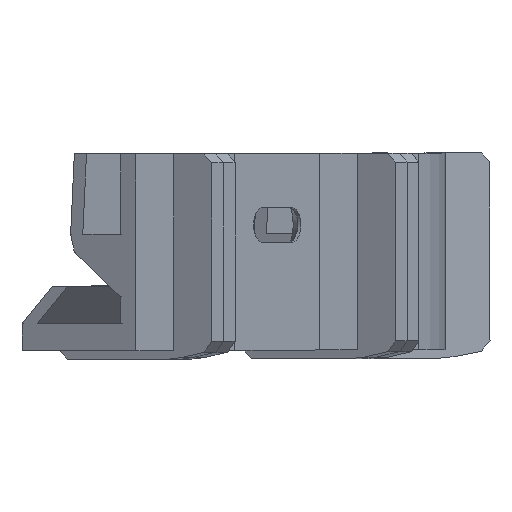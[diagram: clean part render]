
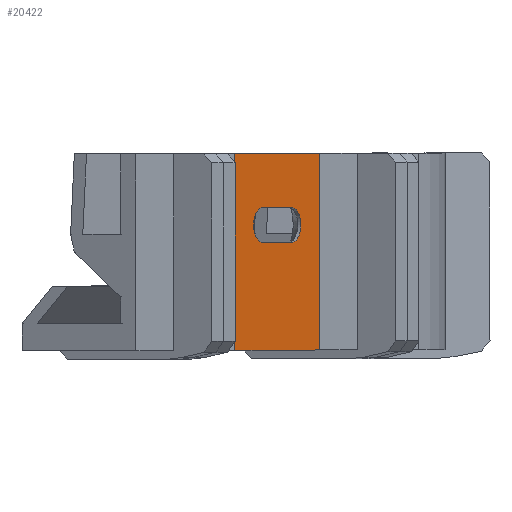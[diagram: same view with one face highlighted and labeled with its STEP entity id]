
A CAD part, left-side view. The second image highlights one B-rep face of the part: STEP entity #20422.
In plain terms, the highlighted face is planar.
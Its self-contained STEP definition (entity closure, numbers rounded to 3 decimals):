
#20146 = VERTEX_POINT('',#20147);
#20147 = CARTESIAN_POINT('',(3.,0.,16.));
#20154 = CYLINDRICAL_SURFACE('',#20155,2.);
#20155 = AXIS2_PLACEMENT_3D('',#20156,#20157,#20158);
#20156 = CARTESIAN_POINT('',(3.,24.,14.));
#20157 = DIRECTION('',(-0.,1.,0.));
#20158 = DIRECTION('',(0.,0.,-1.));
#20166 = PLANE('',#20167);
#20167 = AXIS2_PLACEMENT_3D('',#20168,#20169,#20170);
#20168 = CARTESIAN_POINT('',(3.,24.,16.));
#20169 = DIRECTION('',(0.,0.,-1.));
#20170 = DIRECTION('',(-1.,0.,-0.));
#20208 = VERTEX_POINT('',#20209);
#20209 = CARTESIAN_POINT('',(3.,0.,12.));
#20223 = PLANE('',#20224);
#20224 = AXIS2_PLACEMENT_3D('',#20225,#20226,#20227);
#20225 = CARTESIAN_POINT('',(-3.,24.,12.));
#20226 = DIRECTION('',(0.,0.,1.));
#20227 = DIRECTION('',(1.,0.,0.));
#20235 = EDGE_CURVE('',#20146,#20208,#20236,.T.);
#20236 = SURFACE_CURVE('',#20237,(#20242,#20249),.PCURVE_S1.);
#20237 = CIRCLE('',#20238,2.);
#20238 = AXIS2_PLACEMENT_3D('',#20239,#20240,#20241);
#20239 = CARTESIAN_POINT('',(3.,0.,14.));
#20240 = DIRECTION('',(0.,1.,0.));
#20241 = DIRECTION('',(0.,0.,-1.));
#20242 = PCURVE('',#20154,#20243);
#20243 = DEFINITIONAL_REPRESENTATION('',(#20244),#20248);
#20244 = LINE('',#20245,#20246);
#20245 = CARTESIAN_POINT('',(-6.283,-24.));
#20246 = VECTOR('',#20247,1.);
#20247 = DIRECTION('',(1.,-0.));
#20248 = ( GEOMETRIC_REPRESENTATION_CONTEXT(2) 
PARAMETRIC_REPRESENTATION_CONTEXT() REPRESENTATION_CONTEXT('2D SPACE',''
  ) );
#20249 = PCURVE('',#20250,#20255);
#20250 = PLANE('',#20251);
#20251 = AXIS2_PLACEMENT_3D('',#20252,#20253,#20254);
#20252 = CARTESIAN_POINT('',(0.,0.,0.));
#20253 = DIRECTION('',(0.,1.,-0.));
#20254 = DIRECTION('',(0.,0.,1.));
#20255 = DEFINITIONAL_REPRESENTATION('',(#20256),#20260);
#20256 = CIRCLE('',#20257,2.);
#20257 = AXIS2_PLACEMENT_2D('',#20258,#20259);
#20258 = CARTESIAN_POINT('',(14.,3.));
#20259 = DIRECTION('',(-1.,0.));
#20260 = ( GEOMETRIC_REPRESENTATION_CONTEXT(2) 
PARAMETRIC_REPRESENTATION_CONTEXT() REPRESENTATION_CONTEXT('2D SPACE',''
  ) );
#20268 = VERTEX_POINT('',#20269);
#20269 = CARTESIAN_POINT('',(-3.,0.,16.));
#20283 = CYLINDRICAL_SURFACE('',#20284,2.);
#20284 = AXIS2_PLACEMENT_3D('',#20285,#20286,#20287);
#20285 = CARTESIAN_POINT('',(-3.,24.,14.));
#20286 = DIRECTION('',(-0.,1.,0.));
#20287 = DIRECTION('',(0.,0.,1.));
#20322 = EDGE_CURVE('',#20146,#20268,#20323,.T.);
#20323 = SURFACE_CURVE('',#20324,(#20328,#20334),.PCURVE_S1.);
#20324 = LINE('',#20325,#20326);
#20325 = CARTESIAN_POINT('',(1.5,0.,16.));
#20326 = VECTOR('',#20327,1.);
#20327 = DIRECTION('',(-1.,0.,0.));
#20328 = PCURVE('',#20166,#20329);
#20329 = DEFINITIONAL_REPRESENTATION('',(#20330),#20333);
#20330 = B_SPLINE_CURVE_WITH_KNOTS('',1,(#20331,#20332),.UNSPECIFIED.,
  .F.,.F.,(2,2),(-1.5,4.5),.PIECEWISE_BEZIER_KNOTS.);
#20331 = CARTESIAN_POINT('',(0.,-24.));
#20332 = CARTESIAN_POINT('',(6.,-24.));
#20333 = ( GEOMETRIC_REPRESENTATION_CONTEXT(2) 
PARAMETRIC_REPRESENTATION_CONTEXT() REPRESENTATION_CONTEXT('2D SPACE',''
  ) );
#20334 = PCURVE('',#20250,#20335);
#20335 = DEFINITIONAL_REPRESENTATION('',(#20336),#20339);
#20336 = B_SPLINE_CURVE_WITH_KNOTS('',1,(#20337,#20338),.UNSPECIFIED.,
  .F.,.F.,(2,2),(-1.5,4.5),.PIECEWISE_BEZIER_KNOTS.);
#20337 = CARTESIAN_POINT('',(16.,3.));
#20338 = CARTESIAN_POINT('',(16.,-3.));
#20339 = ( GEOMETRIC_REPRESENTATION_CONTEXT(2) 
PARAMETRIC_REPRESENTATION_CONTEXT() REPRESENTATION_CONTEXT('2D SPACE',''
  ) );
#20422 = ADVANCED_FACE('',(#20423,#20537),#20250,.F.);
#20423 = FACE_BOUND('',#20424,.F.);
#20424 = EDGE_LOOP('',(#20425,#20455,#20483,#20511));
#20425 = ORIENTED_EDGE('',*,*,#20426,.F.);
#20426 = EDGE_CURVE('',#20427,#20429,#20431,.T.);
#20427 = VERTEX_POINT('',#20428);
#20428 = CARTESIAN_POINT('',(-9.,0.,0.));
#20429 = VERTEX_POINT('',#20430);
#20430 = CARTESIAN_POINT('',(9.,0.,0.));
#20431 = SURFACE_CURVE('',#20432,(#20436,#20443),.PCURVE_S1.);
#20432 = LINE('',#20433,#20434);
#20433 = CARTESIAN_POINT('',(-9.,0.,0.));
#20434 = VECTOR('',#20435,1.);
#20435 = DIRECTION('',(1.,0.,0.));
#20436 = PCURVE('',#20250,#20437);
#20437 = DEFINITIONAL_REPRESENTATION('',(#20438),#20442);
#20438 = LINE('',#20439,#20440);
#20439 = CARTESIAN_POINT('',(0.,-9.));
#20440 = VECTOR('',#20441,1.);
#20441 = DIRECTION('',(0.,1.));
#20442 = ( GEOMETRIC_REPRESENTATION_CONTEXT(2) 
PARAMETRIC_REPRESENTATION_CONTEXT() REPRESENTATION_CONTEXT('2D SPACE',''
  ) );
#20443 = PCURVE('',#20444,#20449);
#20444 = PLANE('',#20445);
#20445 = AXIS2_PLACEMENT_3D('',#20446,#20447,#20448);
#20446 = CARTESIAN_POINT('',(0.,15.,0.));
#20447 = DIRECTION('',(0.,0.,1.));
#20448 = DIRECTION('',(0.,-1.,0.));
#20449 = DEFINITIONAL_REPRESENTATION('',(#20450),#20454);
#20450 = LINE('',#20451,#20452);
#20451 = CARTESIAN_POINT('',(15.,-9.));
#20452 = VECTOR('',#20453,1.);
#20453 = DIRECTION('',(0.,1.));
#20454 = ( GEOMETRIC_REPRESENTATION_CONTEXT(2) 
PARAMETRIC_REPRESENTATION_CONTEXT() REPRESENTATION_CONTEXT('2D SPACE',''
  ) );
#20455 = ORIENTED_EDGE('',*,*,#20456,.T.);
#20456 = EDGE_CURVE('',#20427,#20457,#20459,.T.);
#20457 = VERTEX_POINT('',#20458);
#20458 = CARTESIAN_POINT('',(-9.,0.,22.));
#20459 = SURFACE_CURVE('',#20460,(#20464,#20471),.PCURVE_S1.);
#20460 = LINE('',#20461,#20462);
#20461 = CARTESIAN_POINT('',(-9.,0.,0.));
#20462 = VECTOR('',#20463,1.);
#20463 = DIRECTION('',(0.,0.,1.));
#20464 = PCURVE('',#20250,#20465);
#20465 = DEFINITIONAL_REPRESENTATION('',(#20466),#20470);
#20466 = LINE('',#20467,#20468);
#20467 = CARTESIAN_POINT('',(0.,-9.));
#20468 = VECTOR('',#20469,1.);
#20469 = DIRECTION('',(1.,0.));
#20470 = ( GEOMETRIC_REPRESENTATION_CONTEXT(2) 
PARAMETRIC_REPRESENTATION_CONTEXT() REPRESENTATION_CONTEXT('2D SPACE',''
  ) );
#20471 = PCURVE('',#20472,#20477);
#20472 = PLANE('',#20473);
#20473 = AXIS2_PLACEMENT_3D('',#20474,#20475,#20476);
#20474 = CARTESIAN_POINT('',(-9.,4.162,7.662));
#20475 = DIRECTION('',(-1.,0.,0.));
#20476 = DIRECTION('',(0.,0.,1.));
#20477 = DEFINITIONAL_REPRESENTATION('',(#20478),#20482);
#20478 = LINE('',#20479,#20480);
#20479 = CARTESIAN_POINT('',(-7.662,-4.162));
#20480 = VECTOR('',#20481,1.);
#20481 = DIRECTION('',(1.,0.));
#20482 = ( GEOMETRIC_REPRESENTATION_CONTEXT(2) 
PARAMETRIC_REPRESENTATION_CONTEXT() REPRESENTATION_CONTEXT('2D SPACE',''
  ) );
#20483 = ORIENTED_EDGE('',*,*,#20484,.F.);
#20484 = EDGE_CURVE('',#20485,#20457,#20487,.T.);
#20485 = VERTEX_POINT('',#20486);
#20486 = CARTESIAN_POINT('',(9.,0.,22.));
#20487 = SURFACE_CURVE('',#20488,(#20492,#20499),.PCURVE_S1.);
#20488 = LINE('',#20489,#20490);
#20489 = CARTESIAN_POINT('',(9.,0.,22.));
#20490 = VECTOR('',#20491,1.);
#20491 = DIRECTION('',(-1.,0.,0.));
#20492 = PCURVE('',#20250,#20493);
#20493 = DEFINITIONAL_REPRESENTATION('',(#20494),#20498);
#20494 = LINE('',#20495,#20496);
#20495 = CARTESIAN_POINT('',(22.,9.));
#20496 = VECTOR('',#20497,1.);
#20497 = DIRECTION('',(0.,-1.));
#20498 = ( GEOMETRIC_REPRESENTATION_CONTEXT(2) 
PARAMETRIC_REPRESENTATION_CONTEXT() REPRESENTATION_CONTEXT('2D SPACE',''
  ) );
#20499 = PCURVE('',#20500,#20505);
#20500 = PLANE('',#20501);
#20501 = AXIS2_PLACEMENT_3D('',#20502,#20503,#20504);
#20502 = CARTESIAN_POINT('',(0.,0.,22.));
#20503 = DIRECTION('',(0.,0.,-1.));
#20504 = DIRECTION('',(0.,1.,0.));
#20505 = DEFINITIONAL_REPRESENTATION('',(#20506),#20510);
#20506 = LINE('',#20507,#20508);
#20507 = CARTESIAN_POINT('',(0.,9.));
#20508 = VECTOR('',#20509,1.);
#20509 = DIRECTION('',(0.,-1.));
#20510 = ( GEOMETRIC_REPRESENTATION_CONTEXT(2) 
PARAMETRIC_REPRESENTATION_CONTEXT() REPRESENTATION_CONTEXT('2D SPACE',''
  ) );
#20511 = ORIENTED_EDGE('',*,*,#20512,.F.);
#20512 = EDGE_CURVE('',#20429,#20485,#20513,.T.);
#20513 = SURFACE_CURVE('',#20514,(#20518,#20525),.PCURVE_S1.);
#20514 = LINE('',#20515,#20516);
#20515 = CARTESIAN_POINT('',(9.,0.,0.));
#20516 = VECTOR('',#20517,1.);
#20517 = DIRECTION('',(0.,0.,1.));
#20518 = PCURVE('',#20250,#20519);
#20519 = DEFINITIONAL_REPRESENTATION('',(#20520),#20524);
#20520 = LINE('',#20521,#20522);
#20521 = CARTESIAN_POINT('',(0.,9.));
#20522 = VECTOR('',#20523,1.);
#20523 = DIRECTION('',(1.,0.));
#20524 = ( GEOMETRIC_REPRESENTATION_CONTEXT(2) 
PARAMETRIC_REPRESENTATION_CONTEXT() REPRESENTATION_CONTEXT('2D SPACE',''
  ) );
#20525 = PCURVE('',#20526,#20531);
#20526 = PLANE('',#20527);
#20527 = AXIS2_PLACEMENT_3D('',#20528,#20529,#20530);
#20528 = CARTESIAN_POINT('',(9.,4.162,7.662));
#20529 = DIRECTION('',(-1.,0.,0.));
#20530 = DIRECTION('',(0.,0.,1.));
#20531 = DEFINITIONAL_REPRESENTATION('',(#20532),#20536);
#20532 = LINE('',#20533,#20534);
#20533 = CARTESIAN_POINT('',(-7.662,-4.162));
#20534 = VECTOR('',#20535,1.);
#20535 = DIRECTION('',(1.,0.));
#20536 = ( GEOMETRIC_REPRESENTATION_CONTEXT(2) 
PARAMETRIC_REPRESENTATION_CONTEXT() REPRESENTATION_CONTEXT('2D SPACE',''
  ) );
#20537 = FACE_BOUND('',#20538,.F.);
#20538 = EDGE_LOOP('',(#20539,#20540,#20541,#20565));
#20539 = ORIENTED_EDGE('',*,*,#20235,.F.);
#20540 = ORIENTED_EDGE('',*,*,#20322,.T.);
#20541 = ORIENTED_EDGE('',*,*,#20542,.F.);
#20542 = EDGE_CURVE('',#20543,#20268,#20545,.T.);
#20543 = VERTEX_POINT('',#20544);
#20544 = CARTESIAN_POINT('',(-3.,0.,12.));
#20545 = SURFACE_CURVE('',#20546,(#20551,#20558),.PCURVE_S1.);
#20546 = CIRCLE('',#20547,2.);
#20547 = AXIS2_PLACEMENT_3D('',#20548,#20549,#20550);
#20548 = CARTESIAN_POINT('',(-3.,0.,14.));
#20549 = DIRECTION('',(-0.,1.,0.));
#20550 = DIRECTION('',(0.,0.,1.));
#20551 = PCURVE('',#20250,#20552);
#20552 = DEFINITIONAL_REPRESENTATION('',(#20553),#20557);
#20553 = CIRCLE('',#20554,2.);
#20554 = AXIS2_PLACEMENT_2D('',#20555,#20556);
#20555 = CARTESIAN_POINT('',(14.,-3.));
#20556 = DIRECTION('',(1.,0.));
#20557 = ( GEOMETRIC_REPRESENTATION_CONTEXT(2) 
PARAMETRIC_REPRESENTATION_CONTEXT() REPRESENTATION_CONTEXT('2D SPACE',''
  ) );
#20558 = PCURVE('',#20283,#20559);
#20559 = DEFINITIONAL_REPRESENTATION('',(#20560),#20564);
#20560 = LINE('',#20561,#20562);
#20561 = CARTESIAN_POINT('',(-6.283,-24.));
#20562 = VECTOR('',#20563,1.);
#20563 = DIRECTION('',(1.,-0.));
#20564 = ( GEOMETRIC_REPRESENTATION_CONTEXT(2) 
PARAMETRIC_REPRESENTATION_CONTEXT() REPRESENTATION_CONTEXT('2D SPACE',''
  ) );
#20565 = ORIENTED_EDGE('',*,*,#20566,.T.);
#20566 = EDGE_CURVE('',#20543,#20208,#20567,.T.);
#20567 = SURFACE_CURVE('',#20568,(#20572,#20578),.PCURVE_S1.);
#20568 = LINE('',#20569,#20570);
#20569 = CARTESIAN_POINT('',(-1.5,0.,12.));
#20570 = VECTOR('',#20571,1.);
#20571 = DIRECTION('',(1.,-0.,0.));
#20572 = PCURVE('',#20250,#20573);
#20573 = DEFINITIONAL_REPRESENTATION('',(#20574),#20577);
#20574 = B_SPLINE_CURVE_WITH_KNOTS('',1,(#20575,#20576),.UNSPECIFIED.,
  .F.,.F.,(2,2),(-1.5,4.5),.PIECEWISE_BEZIER_KNOTS.);
#20575 = CARTESIAN_POINT('',(12.,-3.));
#20576 = CARTESIAN_POINT('',(12.,3.));
#20577 = ( GEOMETRIC_REPRESENTATION_CONTEXT(2) 
PARAMETRIC_REPRESENTATION_CONTEXT() REPRESENTATION_CONTEXT('2D SPACE',''
  ) );
#20578 = PCURVE('',#20223,#20579);
#20579 = DEFINITIONAL_REPRESENTATION('',(#20580),#20583);
#20580 = B_SPLINE_CURVE_WITH_KNOTS('',1,(#20581,#20582),.UNSPECIFIED.,
  .F.,.F.,(2,2),(-1.5,4.5),.PIECEWISE_BEZIER_KNOTS.);
#20581 = CARTESIAN_POINT('',(0.,-24.));
#20582 = CARTESIAN_POINT('',(6.,-24.));
#20583 = ( GEOMETRIC_REPRESENTATION_CONTEXT(2) 
PARAMETRIC_REPRESENTATION_CONTEXT() REPRESENTATION_CONTEXT('2D SPACE',''
  ) );
